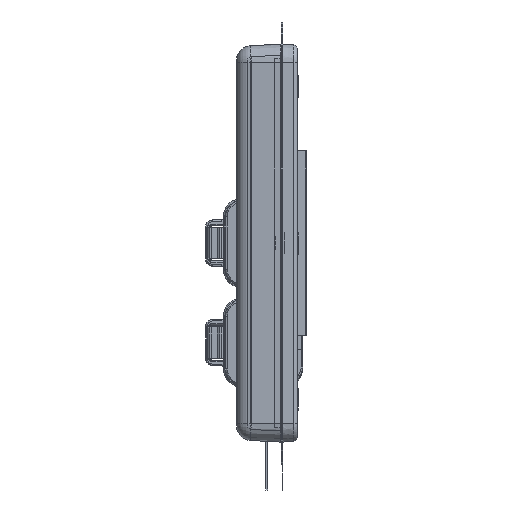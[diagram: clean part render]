
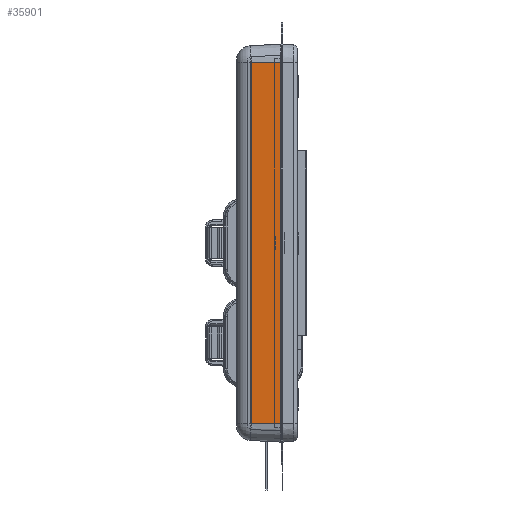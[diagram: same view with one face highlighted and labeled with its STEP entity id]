
A CAD part, left-side view. The second image highlights one B-rep face of the part: STEP entity #35901.
In plain terms, the highlighted planar face has unit normal (-0.999, 0.052, 0).
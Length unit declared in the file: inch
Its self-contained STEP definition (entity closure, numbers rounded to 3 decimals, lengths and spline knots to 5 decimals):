
#1632 = VERTEX_POINT ( 'NONE', #7265 ) ;
#2344 = VERTEX_POINT ( 'NONE', #37452 ) ;
#5899 = LINE ( 'NONE', #39812, #54144 ) ;
#7265 = CARTESIAN_POINT ( 'NONE',  ( 8.84843, 0.00984, -0.96457 ) ) ;
#7708 = LINE ( 'NONE', #24353, #55947 ) ;
#9125 = PLANE ( 'NONE',  #19785 ) ;
#9903 = ORIENTED_EDGE ( 'NONE', *, *, #43714, .T. ) ;
#14006 = CARTESIAN_POINT ( 'NONE',  ( 8.84843, 0.00984, 0.96457 ) ) ;
#14117 = DIRECTION ( 'NONE',  ( -0.052, -0.999, 0. ) ) ;
#16824 = DIRECTION ( 'NONE',  ( -0.052, -0.999, 0. ) ) ;
#19785 = AXIS2_PLACEMENT_3D ( 'NONE', #14006, #62380, #22989 ) ;
#22989 = DIRECTION ( 'NONE',  ( 0.052, 0.999, 0. ) ) ;
#24353 = CARTESIAN_POINT ( 'NONE',  ( 8.84843, 0.00984, -0.96457 ) ) ;
#24462 = EDGE_LOOP ( 'NONE', ( #42015, #60072, #9903, #30757 ) ) ;
#24844 = DIRECTION ( 'NONE',  ( 0., 0., 1. ) ) ;
#27933 = CARTESIAN_POINT ( 'NONE',  ( 8.85689, 0.17144, 0.96457 ) ) ;
#30757 = ORIENTED_EDGE ( 'NONE', *, *, #44698, .T. ) ;
#35901 = ADVANCED_FACE ( 'NONE', ( #61998 ), #9125, .T. ) ;
#37199 = DIRECTION ( 'NONE',  ( 0., 0., -1. ) ) ;
#37452 = CARTESIAN_POINT ( 'NONE',  ( 8.84843, 0.00984, 0.96457 ) ) ;
#37607 = CARTESIAN_POINT ( 'NONE',  ( 8.85689, 0.17144, 0.96457 ) ) ;
#39812 = CARTESIAN_POINT ( 'NONE',  ( 8.84843, 0.00984, 0.96457 ) ) ;
#41959 = VECTOR ( 'NONE', #37199, 39.37008 ) ;
#42015 = ORIENTED_EDGE ( 'NONE', *, *, #43924, .F. ) ;
#43546 = LINE ( 'NONE', #59883, #58911 ) ;
#43714 = EDGE_CURVE ( 'NONE', #46567, #1632, #7708, .T. ) ;
#43924 = EDGE_CURVE ( 'NONE', #58589, #2344, #43546, .T. ) ;
#44698 = EDGE_CURVE ( 'NONE', #1632, #2344, #5899, .T. ) ;
#46567 = VERTEX_POINT ( 'NONE', #48129 ) ;
#48129 = CARTESIAN_POINT ( 'NONE',  ( 8.85689, 0.17144, -0.96457 ) ) ;
#54144 = VECTOR ( 'NONE', #24844, 39.37008 ) ;
#55042 = LINE ( 'NONE', #37607, #41959 ) ;
#55125 = EDGE_CURVE ( 'NONE', #58589, #46567, #55042, .T. ) ;
#55947 = VECTOR ( 'NONE', #14117, 39.37008 ) ;
#58589 = VERTEX_POINT ( 'NONE', #27933 ) ;
#58911 = VECTOR ( 'NONE', #16824, 39.37008 ) ;
#59883 = CARTESIAN_POINT ( 'NONE',  ( 8.84843, 0.00984, 0.96457 ) ) ;
#60072 = ORIENTED_EDGE ( 'NONE', *, *, #55125, .T. ) ;
#61998 = FACE_OUTER_BOUND ( 'NONE', #24462, .T. ) ;
#62380 = DIRECTION ( 'NONE',  ( -0.999, 0.052, 0. ) ) ;
